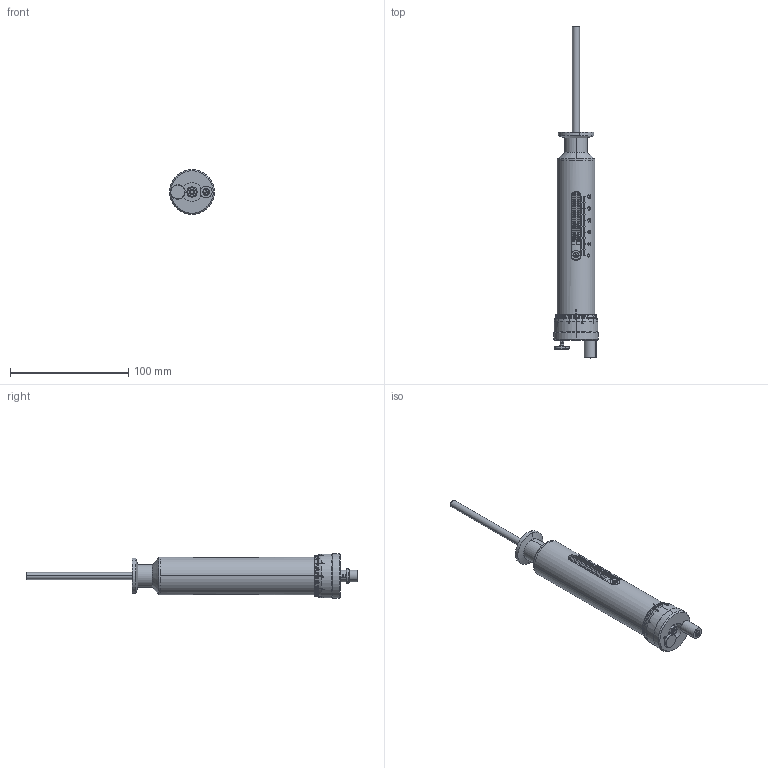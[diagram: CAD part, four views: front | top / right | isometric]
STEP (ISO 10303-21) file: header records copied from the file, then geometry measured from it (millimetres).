
FILE_DESCRIPTION (( 'STEP AP214' ), '1' );
FILE_NAME ('612-CLD50-K16.STEP', '2021-08-25T14:15:22', ( '' ), ( '' ), 'SwSTEP 2.0', 'SolidWorks 2017', '' );
FILE_SCHEMA (( 'AUTOMOTIVE_DESIGN' ));
Length unit declared in the file: millimetre
Products named in the file (28): 9453-EWB-14-26-X_9453-EWB-14-26-50; 9612-CLD-17; 9453-EWB-14-26_expand.; 9612-CLD-KK-14A_Scala; Zylinderschraube mit Innensechskant DIN 912 - M3 x 18_DIN 912 M3 x 18 --- 18N; 906-XFM-06-8_906-XFM-06-10; 614-CLD-H-1; 9612-CLD-KK-16A-X_9612-CLD-KK-18A-50; 9612-CLD-KK-11; Washer DIN 125 - A 6.4_Washer DIN 125 - A 6.4; 9612-CLD-21-W-X_Expand-Varia50; 9612-CLD-KK-19; 9612-CLD-KK-17; 9612-LD-KFB_DN16 KF; Lock washer DIN 6799 - 5_Lock washer DIN 6799 - 5; 612-CLD50-K16; ISO 2009 - M2.5 x 5 --- 5N_ISO 2009 - M2.5 x 5 --- 5N; Hexagon Nut ISO 4032 - M4 - D - C_Hexagon Nut ISO 4032 - M4 - D - C; Washer DIN 125 - A 4.3_Washer DIN 125 - A 4.3; DIN 912 M2.5 x 8 --- 8N_DIN 912 M2.5 x 8 --- 8N; 9612-CLD-8B; 9612-CLD-KK-13D-X_9612-CLD-KK-13D-50; 9612-CLD-09C-X_50mm KF,ISO-K; 906-XFM-X-X_906-XFM-06-10; 9612-LD-3B; DIN 653 -- M3 x 16 --- 12.5NN_DIN 653 -- M3 x 16 --- 12.5NN; 9612-CLD-KK-10A-X_9612-CLD-KK-10A-50; Spring washer DIN 128 - A4_Spring washer DIN 128 - A4
Assembly tree (70 placements, depth 4):
  612-CLD50-K16
    9612-CLD-21-W-X_Expand-Varia50
      9612-LD-3B
      9453-EWB-14-26-X_9453-EWB-14-26-50
        9453-EWB-14-26_expand.  x41
      9612-CLD-8B
    9612-CLD-09C-X_50mm KF,ISO-K
    9612-CLD-KK-16A-X_9612-CLD-KK-18A-50
    906-XFM-X-X_906-XFM-06-10
    906-XFM-06-8_906-XFM-06-10
    9612-CLD-KK-13D-X_9612-CLD-KK-13D-50
    9612-CLD-KK-10A-X_9612-CLD-KK-10A-50
    9612-CLD-KK-14A_Scala
    9612-CLD-17  x2
    9612-CLD-KK-11
    9612-LD-KFB_DN16 KF
    614-CLD-H-1
      9612-CLD-KK-17
      9612-CLD-KK-19
      Zylinderschraube mit Innensechskant DIN 912 - M3 x 18_DIN 912 M3 x 18 --- 18N
    Washer DIN 125 - A 6.4_Washer DIN 125 - A 6.4
    Lock washer DIN 6799 - 5_Lock washer DIN 6799 - 5
    Washer DIN 125 - A 4.3_Washer DIN 125 - A 4.3
    Spring washer DIN 128 - A4_Spring washer DIN 128 - A4
    Hexagon Nut ISO 4032 - M4 - D - C_Hexagon Nut ISO 4032 - M4 - D - C
    ISO 2009 - M2.5 x 5 --- 5N_ISO 2009 - M2.5 x 5 --- 5N  x2
    DIN 912 M2.5 x 8 --- 8N_DIN 912 M2.5 x 8 --- 8N  x2
    DIN 653 -- M3 x 16 --- 12.5NN_DIN 653 -- M3 x 16 --- 12.5NN
Bounding box: 38 x 280.99 x 38 mm (x, y, z)
Volume: 92675.8 mm3; surface area: 91209.1 mm2
Topology: 67 solids, 67 shells, 1742 faces, 4343 edges, 2834 vertices
Faces by surface type: plane 628, cylinder 526, cone 356, bspline 192, torus 40
Entity records: 78174 total; most frequent: CARTESIAN_POINT 42905, ORIENTED_EDGE 7118, DIRECTION 6162, EDGE_CURVE 3559, VERTEX_POINT 2433, AXIS2_PLACEMENT_3D 2414, EDGE_LOOP 1606, FACE_OUTER_BOUND 1365
